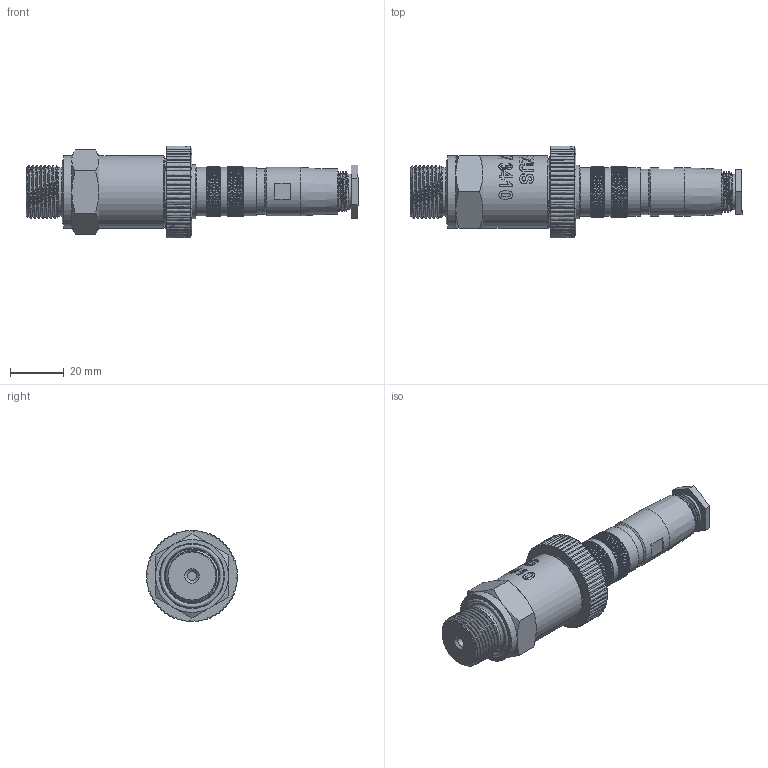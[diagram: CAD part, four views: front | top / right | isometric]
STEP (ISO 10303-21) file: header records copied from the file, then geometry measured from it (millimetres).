
FILE_DESCRIPTION(/* description */ (''),/* implementation_level */ '2;1');
FILE_NAME(/* name */ 'APZ3410_1_Binder723.step',/* time_stamp */ '2021-06-25T13:21:52+03:00',/* author */ (''),/* organization */ (''),/* preprocessor_version */ 'ST-DEVELOPER v18.1',/* originating_system */ 'Autodesk Translation Framework v10.9.0.1377',/* authorisation */ '');
FILE_SCHEMA (('AUTOMOTIVE_DESIGN { 1 0 10303 214 3 1 1 }'));
Products named in the file (7): апз3410_filled; OMAL nut M27x1.5 v8; Binder 723 assembly v4; Binder 723 female v10; Binder 723 male v8; М20х1,5 DIN; Ш100.000.005 v4
Assembly tree (6 placements, depth 3):
  апз3410_filled
    OMAL nut M27x1.5 v8
    Binder 723 assembly v4
      Binder 723 female v10
      Binder 723 male v8
    М20х1,5 DIN
    Ш100.000.005 v4
Bounding box: 123.07 x 34 x 34 mm (x, y, z)
Volume: 48280.8 mm3; surface area: 21077.2 mm2
Topology: 8 solids, 8 shells, 3504 faces, 8865 edges, 5798 vertices
Faces by surface type: plane 2150, cylinder 624, bspline 421, cone 301, torus 8
Full cylindrical faces by diameter (mm): 1 x15, 1.5 x5, 3.3 x1, 10 x1, 11.8 x1, 12 x1, 13 x1, 13.5 x1, 13.741 x3, 14.884 x2, 15.044 x5, 15.2 x1, 15.908 x4, 16.8 x1, 17.044 x7, 17.283 x6, 17.6 x1, 17.8 x1, 17.908 x7, 18 x4, 18.124 x7, 18.137 x6, 18.161 x2, 19.85 x5, 20 x1, 20.5 x1, 21.4 x2, 22.3 x1, 23.7 x1, 24.5 x1
Entity records: 130953 total; most frequent: CARTESIAN_POINT 47224, DIRECTION 17859, ORIENTED_EDGE 17730, EDGE_CURVE 8865, AXIS2_PLACEMENT_3D 7715, VERTEX_POINT 5798, EDGE_LOOP 3933, ELLIPSE 3870
